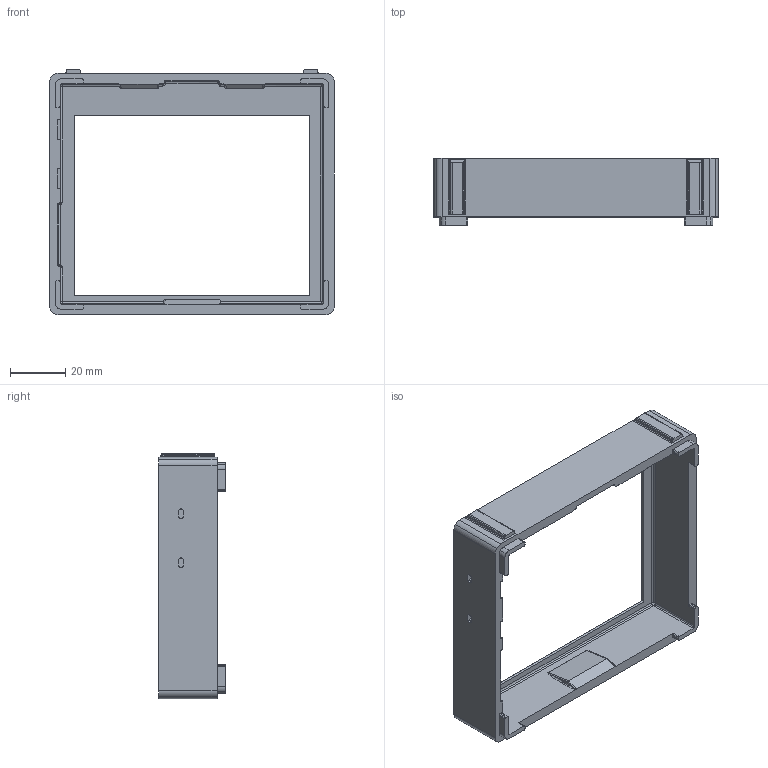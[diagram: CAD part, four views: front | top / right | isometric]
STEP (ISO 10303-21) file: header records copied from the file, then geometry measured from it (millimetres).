
FILE_DESCRIPTION(('STEP AP214'),'1');
FILE_NAME('front_v3.stp','2025-10-31T21:14:30',(' '),(' '),'Spatial InterOp 3D',' ',' ');
FILE_SCHEMA(('AUTOMOTIVE_DESIGN { 1 0 10303 214 1 1 1 1 }'));
Length unit declared in the file: millimetre
Products named in the file (1): front
Bounding box: 102.6 x 24.06 x 88.6 mm (x, y, z)
Volume: 34676.4 mm3; surface area: 22167.6 mm2
Topology: 1 solids, 1 shells, 365 faces, 1014 edges, 653 vertices
Faces by surface type: cylinder 177, plane 111, extrusion 48, bspline 21, torus 8
Entity records: 18540 total; most frequent: CARTESIAN_POINT 9234, ORIENTED_EDGE 2014, DIRECTION 1851, EDGE_CURVE 1007, VERTEX_POINT 653, AXIS2_PLACEMENT_3D 644, VECTOR 563, LINE 515
